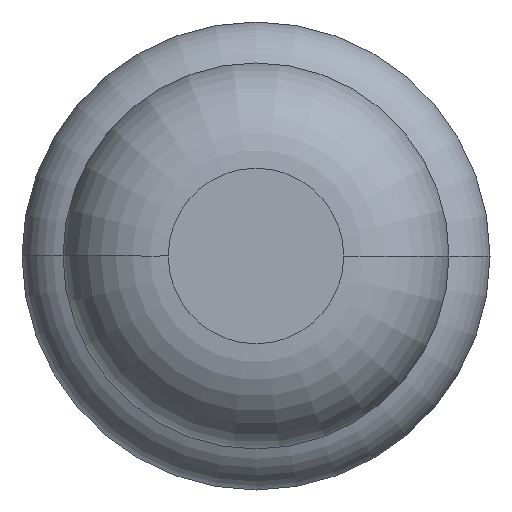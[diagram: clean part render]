
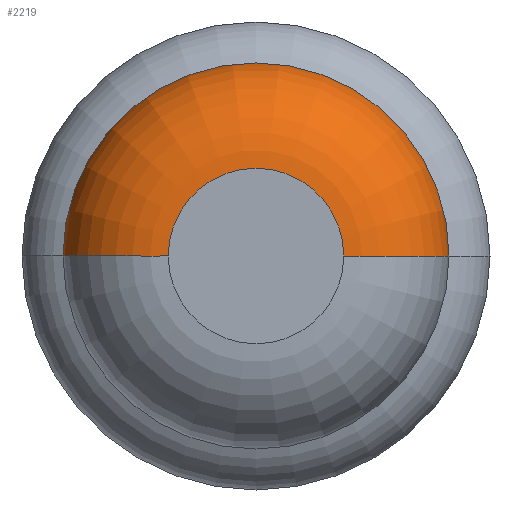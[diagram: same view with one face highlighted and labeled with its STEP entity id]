
A CAD part, front view. The second image highlights one B-rep face of the part: STEP entity #2219.
In plain terms, the highlighted toroidal (fillet/blend) face has major radius 0.375 mm and minor radius 0.45 mm.
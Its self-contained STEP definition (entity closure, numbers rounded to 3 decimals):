
#48 = ORIENTED_EDGE ( 'NONE', *, *, #2868, .T. ) ;
#135 = DIRECTION ( 'NONE',  ( 0., -1., 0. ) ) ;
#188 = ORIENTED_EDGE ( 'NONE', *, *, #4369, .F. ) ;
#401 = VERTEX_POINT ( 'NONE', #1739 ) ;
#458 = CARTESIAN_POINT ( 'NONE',  ( -0.825, -31.55, 0. ) ) ;
#656 = ORIENTED_EDGE ( 'NONE', *, *, #1543, .F. ) ;
#709 = AXIS2_PLACEMENT_3D ( 'NONE', #3897, #135, #2142 ) ;
#836 = AXIS2_PLACEMENT_3D ( 'NONE', #1245, #3958, #2610 ) ;
#892 = CARTESIAN_POINT ( 'NONE',  ( 0., -31.55, 0. ) ) ;
#933 = CARTESIAN_POINT ( 'NONE',  ( -0.375, -32., 0. ) ) ;
#1026 = AXIS2_PLACEMENT_3D ( 'NONE', #892, #2650, #1944 ) ;
#1114 = DIRECTION ( 'NONE',  ( 0., -1., 0. ) ) ;
#1245 = CARTESIAN_POINT ( 'NONE',  ( 0.375, -31.55, 0. ) ) ;
#1262 = CARTESIAN_POINT ( 'NONE',  ( -0.375, -31.55, 0. ) ) ;
#1452 = CARTESIAN_POINT ( 'NONE',  ( 0., -32., 0. ) ) ;
#1479 = TOROIDAL_SURFACE ( 'NONE', #1026, 0.375, 0.45 ) ;
#1543 = EDGE_CURVE ( 'Defeature ausgef�hrt1_6+Defeature ausgef�hrt1_7+Defeature ausgef�hrt1_7+Defeature ausgef�hrt1_7', #401, #2860, #1764, .T. ) ;
#1739 = CARTESIAN_POINT ( 'NONE',  ( 0.375, -32., 0. ) ) ;
#1764 = CIRCLE ( 'NONE', #4102, 0.375 ) ;
#1770 = CIRCLE ( 'NONE', #4297, 0.45 ) ;
#1944 = DIRECTION ( 'NONE',  ( 1., 0., 0. ) ) ;
#1986 = DIRECTION ( 'NONE',  ( 1., 0., 0. ) ) ;
#2142 = DIRECTION ( 'NONE',  ( 1., 0., 0. ) ) ;
#2219 = ADVANCED_FACE ( 'Defeature ausgef�hrt1_7', ( #4209 ), #1479, .T. ) ;
#2560 = EDGE_CURVE ( 'Defeature ausgef�hrt1_7+Defeature ausgef�hrt1_8+Defeature ausgef�hrt1_8+Defeature ausgef�hrt1_8', #4134, #3983, #2924, .T. ) ;
#2610 = DIRECTION ( 'NONE',  ( -1., 0., 0. ) ) ;
#2650 = DIRECTION ( 'NONE',  ( 0., -1., 0. ) ) ;
#2860 = VERTEX_POINT ( 'NONE', #933 ) ;
#2868 = EDGE_CURVE ( 'NONE', #3983, #2860, #1770, .T. ) ;
#2924 = CIRCLE ( 'NONE', #709, 0.825 ) ;
#3038 = CARTESIAN_POINT ( 'NONE',  ( 0.825, -31.55, 0. ) ) ;
#3354 = CIRCLE ( 'NONE', #836, 0.45 ) ;
#3854 = DIRECTION ( 'NONE',  ( 1., 0., 0. ) ) ;
#3897 = CARTESIAN_POINT ( 'NONE',  ( 0., -31.55, 0. ) ) ;
#3958 = DIRECTION ( 'NONE',  ( 0., 0., -1. ) ) ;
#3983 = VERTEX_POINT ( 'NONE', #458 ) ;
#4028 = DIRECTION ( 'NONE',  ( 0., 0., 1. ) ) ;
#4102 = AXIS2_PLACEMENT_3D ( 'NONE', #1452, #1114, #3854 ) ;
#4134 = VERTEX_POINT ( 'NONE', #3038 ) ;
#4209 = FACE_OUTER_BOUND ( 'NONE', #4333, .T. ) ;
#4240 = ORIENTED_EDGE ( 'NONE', *, *, #2560, .T. ) ;
#4297 = AXIS2_PLACEMENT_3D ( 'NONE', #1262, #4028, #1986 ) ;
#4333 = EDGE_LOOP ( 'NONE', ( #4240, #48, #656, #188 ) ) ;
#4369 = EDGE_CURVE ( 'NONE', #4134, #401, #3354, .T. ) ;
